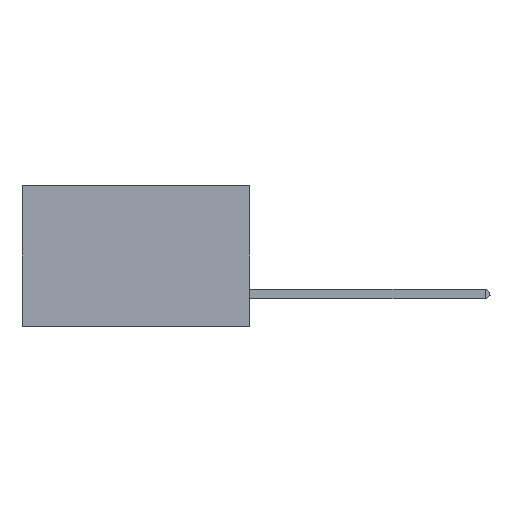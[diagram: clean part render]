
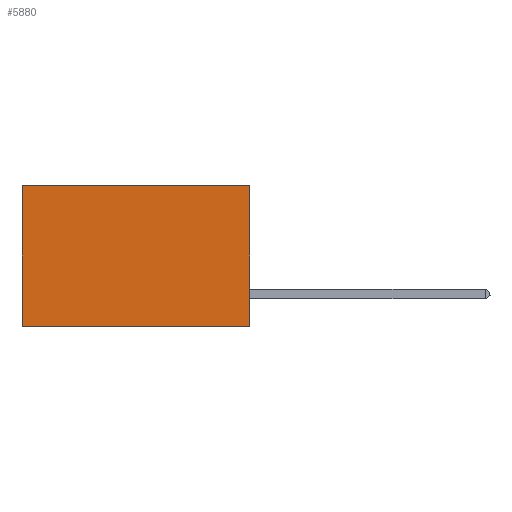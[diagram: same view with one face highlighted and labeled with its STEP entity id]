
A CAD part, left-side view. The second image highlights one B-rep face of the part: STEP entity #5880.
In plain terms, the highlighted planar face has unit normal (-1, 0, 0).
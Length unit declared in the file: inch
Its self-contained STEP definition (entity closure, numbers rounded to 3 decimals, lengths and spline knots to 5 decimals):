
#618 = ORIENTED_EDGE ( 'NONE', *, *, #16952, .F. ) ;
#2714 = VERTEX_POINT ( 'NONE', #8255 ) ;
#3016 = CARTESIAN_POINT ( 'NONE',  ( 0.2875, 0., 0. ) ) ;
#4537 = LINE ( 'NONE', #9257, #17564 ) ;
#4573 = CARTESIAN_POINT ( 'NONE',  ( 0.2875, 0.6, 0. ) ) ;
#4638 = DIRECTION ( 'NONE',  ( 0., 0., -1. ) ) ;
#4787 = DIRECTION ( 'NONE',  ( 1., 0., 0. ) ) ;
#5282 = EDGE_LOOP ( 'NONE', ( #13361, #618, #20068, #16490 ) ) ;
#5294 = EDGE_CURVE ( 'NONE', #9080, #2714, #4537, .T. ) ;
#5880 = ADVANCED_FACE ( 'NONE', ( #13042 ), #13216, .F. ) ;
#6060 = LINE ( 'NONE', #8152, #15398 ) ;
#7454 = VERTEX_POINT ( 'NONE', #16852 ) ;
#7513 = VECTOR ( 'NONE', #13527, 39.37008 ) ;
#8152 = CARTESIAN_POINT ( 'NONE',  ( 0.2875, 0., 0. ) ) ;
#8255 = CARTESIAN_POINT ( 'NONE',  ( 0.2875, 0.6, -0.37 ) ) ;
#9080 = VERTEX_POINT ( 'NONE', #4573 ) ;
#9257 = CARTESIAN_POINT ( 'NONE',  ( 0.2875, 0.6, 0. ) ) ;
#9308 = AXIS2_PLACEMENT_3D ( 'NONE', #3016, #4787, #14943 ) ;
#11982 = CARTESIAN_POINT ( 'NONE',  ( 0.2875, 0., -0.37 ) ) ;
#12066 = LINE ( 'NONE', #11982, #7513 ) ;
#13042 = FACE_OUTER_BOUND ( 'NONE', #5282, .T. ) ;
#13138 = VECTOR ( 'NONE', #4638, 39.37008 ) ;
#13216 = PLANE ( 'NONE',  #9308 ) ;
#13361 = ORIENTED_EDGE ( 'NONE', *, *, #5294, .T. ) ;
#13527 = DIRECTION ( 'NONE',  ( 0., 1., 0. ) ) ;
#14763 = CARTESIAN_POINT ( 'NONE',  ( 0.2875, 0., 0. ) ) ;
#14943 = DIRECTION ( 'NONE',  ( 0., 0., -1. ) ) ;
#15398 = VECTOR ( 'NONE', #16701, 39.37008 ) ;
#16490 = ORIENTED_EDGE ( 'NONE', *, *, #19748, .T. ) ;
#16571 = EDGE_CURVE ( 'NONE', #20239, #7454, #20842, .T. ) ;
#16701 = DIRECTION ( 'NONE',  ( 0., 1., 0. ) ) ;
#16852 = CARTESIAN_POINT ( 'NONE',  ( 0.2875, 0., -0.37 ) ) ;
#16952 = EDGE_CURVE ( 'NONE', #7454, #2714, #12066, .T. ) ;
#17564 = VECTOR ( 'NONE', #18373, 39.37008 ) ;
#18373 = DIRECTION ( 'NONE',  ( 0., 0., -1. ) ) ;
#19445 = CARTESIAN_POINT ( 'NONE',  ( 0.2875, 0., 0. ) ) ;
#19748 = EDGE_CURVE ( 'NONE', #20239, #9080, #6060, .T. ) ;
#20068 = ORIENTED_EDGE ( 'NONE', *, *, #16571, .F. ) ;
#20239 = VERTEX_POINT ( 'NONE', #19445 ) ;
#20842 = LINE ( 'NONE', #14763, #13138 ) ;
